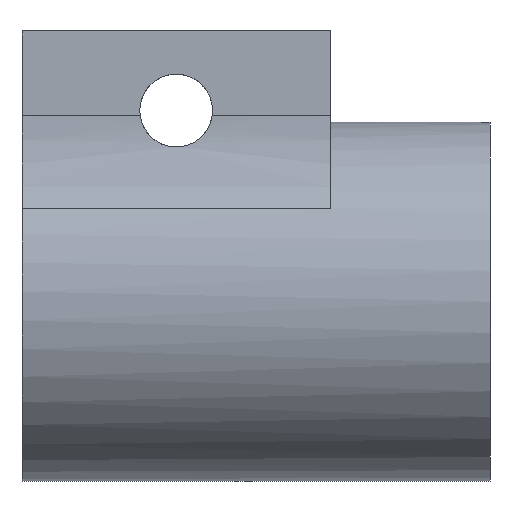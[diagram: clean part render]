
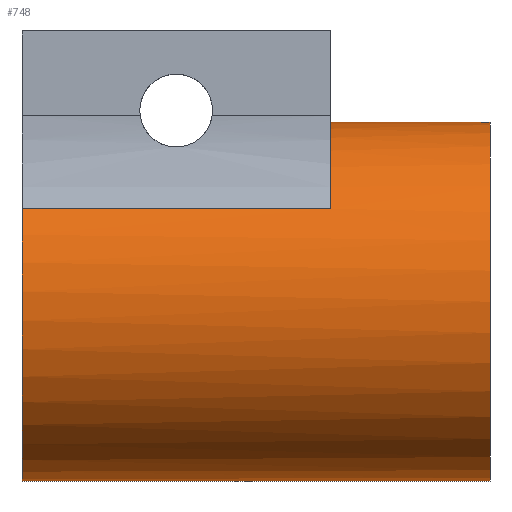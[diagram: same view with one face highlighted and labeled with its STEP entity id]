
A CAD part, left-side view. The second image highlights one B-rep face of the part: STEP entity #748.
In plain terms, the highlighted cylindrical face has radius 6.35 mm (diameter 12.7 mm), a partial arc.
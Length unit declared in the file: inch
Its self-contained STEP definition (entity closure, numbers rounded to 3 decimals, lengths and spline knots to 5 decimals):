
#48 = AXIS2_PLACEMENT_3D ( 'NONE', #653, #2863, #966 ) ;
#244 = VERTEX_POINT ( 'NONE', #1894 ) ;
#349 = CARTESIAN_POINT ( 'NONE',  ( 0., 0.6525, 0. ) ) ;
#368 = EDGE_CURVE ( 'NONE', #2996, #1738, #2853, .T. ) ;
#385 = VERTEX_POINT ( 'NONE', #2939 ) ;
#429 = CARTESIAN_POINT ( 'NONE',  ( -0.21375, 0.2225, 0.12966 ) ) ;
#504 = ORIENTED_EDGE ( 'NONE', *, *, #1800, .T. ) ;
#525 = CARTESIAN_POINT ( 'NONE',  ( 0., 0.6525, 0.25 ) ) ;
#616 = CIRCLE ( 'NONE', #2564, 0.25 ) ;
#653 = CARTESIAN_POINT ( 'NONE',  ( 0., 0.2225, 0. ) ) ;
#657 = DIRECTION ( 'NONE',  ( 0., 0., -1. ) ) ;
#663 = CYLINDRICAL_SURFACE ( 'NONE', #2509, 0.25 ) ;
#668 = DIRECTION ( 'NONE',  ( 0., 1., 0. ) ) ;
#692 = LINE ( 'NONE', #525, #3946 ) ;
#739 = ORIENTED_EDGE ( 'NONE', *, *, #3689, .F. ) ;
#748 = ADVANCED_FACE ( 'NONE', ( #775 ), #663, .T. ) ;
#775 = FACE_OUTER_BOUND ( 'NONE', #2822, .T. ) ;
#933 = VERTEX_POINT ( 'NONE', #429 ) ;
#966 = DIRECTION ( 'NONE',  ( 0., 0., 1. ) ) ;
#1138 = ORIENTED_EDGE ( 'NONE', *, *, #3971, .F. ) ;
#1228 = VECTOR ( 'NONE', #668, 39.37008 ) ;
#1266 = CARTESIAN_POINT ( 'NONE',  ( 0., 0., -0.25 ) ) ;
#1305 = CIRCLE ( 'NONE', #1867, 0.25 ) ;
#1473 = DIRECTION ( 'NONE',  ( 0., 1., 0. ) ) ;
#1535 = CIRCLE ( 'NONE', #3649, 0.25 ) ;
#1554 = DIRECTION ( 'NONE',  ( 0., 1., 0. ) ) ;
#1620 = DIRECTION ( 'NONE',  ( 0., 1., 0. ) ) ;
#1738 = VERTEX_POINT ( 'NONE', #1266 ) ;
#1745 = ORIENTED_EDGE ( 'NONE', *, *, #2642, .F. ) ;
#1800 = EDGE_CURVE ( 'NONE', #933, #385, #2908, .T. ) ;
#1867 = AXIS2_PLACEMENT_3D ( 'NONE', #3502, #1620, #3812 ) ;
#1894 = CARTESIAN_POINT ( 'NONE',  ( 0., 0.2225, 0.25 ) ) ;
#1914 = VECTOR ( 'NONE', #3901, 39.37008 ) ;
#2181 = VERTEX_POINT ( 'NONE', #4027 ) ;
#2339 = CARTESIAN_POINT ( 'NONE',  ( 0., 0.6525, -0.25 ) ) ;
#2509 = AXIS2_PLACEMENT_3D ( 'NONE', #349, #2884, #657 ) ;
#2545 = ORIENTED_EDGE ( 'NONE', *, *, #2934, .T. ) ;
#2564 = AXIS2_PLACEMENT_3D ( 'NONE', #3430, #1554, #3745 ) ;
#2642 = EDGE_CURVE ( 'NONE', #933, #3094, #3257, .T. ) ;
#2738 = DIRECTION ( 'NONE',  ( 0., -1., 0. ) ) ;
#2822 = EDGE_LOOP ( 'NONE', ( #2928, #739, #1745, #504, #1138, #3401, #2545 ) ) ;
#2853 = LINE ( 'NONE', #2339, #1914 ) ;
#2863 = DIRECTION ( 'NONE',  ( 0., 1., 0. ) ) ;
#2884 = DIRECTION ( 'NONE',  ( 0., -1., 0. ) ) ;
#2908 = LINE ( 'NONE', #3188, #1228 ) ;
#2921 = EDGE_CURVE ( 'NONE', #244, #2181, #692, .T. ) ;
#2928 = ORIENTED_EDGE ( 'NONE', *, *, #2921, .F. ) ;
#2934 = EDGE_CURVE ( 'NONE', #1738, #2181, #1535, .T. ) ;
#2939 = CARTESIAN_POINT ( 'NONE',  ( -0.21375, 0.6525, 0.12966 ) ) ;
#2996 = VERTEX_POINT ( 'NONE', #3382 ) ;
#3094 = VERTEX_POINT ( 'NONE', #4026 ) ;
#3188 = CARTESIAN_POINT ( 'NONE',  ( -0.21375, 0.6525, 0.12966 ) ) ;
#3257 = CIRCLE ( 'NONE', #48, 0.25 ) ;
#3358 = CARTESIAN_POINT ( 'NONE',  ( 0., 0., 0. ) ) ;
#3382 = CARTESIAN_POINT ( 'NONE',  ( 0., 0.6525, -0.25 ) ) ;
#3401 = ORIENTED_EDGE ( 'NONE', *, *, #368, .T. ) ;
#3430 = CARTESIAN_POINT ( 'NONE',  ( 0., 0.2225, 0. ) ) ;
#3502 = CARTESIAN_POINT ( 'NONE',  ( 0., 0.6525, 0. ) ) ;
#3649 = AXIS2_PLACEMENT_3D ( 'NONE', #3358, #1473, #3672 ) ;
#3672 = DIRECTION ( 'NONE',  ( 0., 0., 1. ) ) ;
#3689 = EDGE_CURVE ( 'NONE', #3094, #244, #616, .T. ) ;
#3745 = DIRECTION ( 'NONE',  ( 0., 0., 1. ) ) ;
#3812 = DIRECTION ( 'NONE',  ( 0., 0., 1. ) ) ;
#3901 = DIRECTION ( 'NONE',  ( 0., -1., 0. ) ) ;
#3946 = VECTOR ( 'NONE', #2738, 39.37008 ) ;
#3971 = EDGE_CURVE ( 'NONE', #2996, #385, #1305, .T. ) ;
#4026 = CARTESIAN_POINT ( 'NONE',  ( -0.0275, 0.2225, 0.24848 ) ) ;
#4027 = CARTESIAN_POINT ( 'NONE',  ( 0., 0., 0.25 ) ) ;
